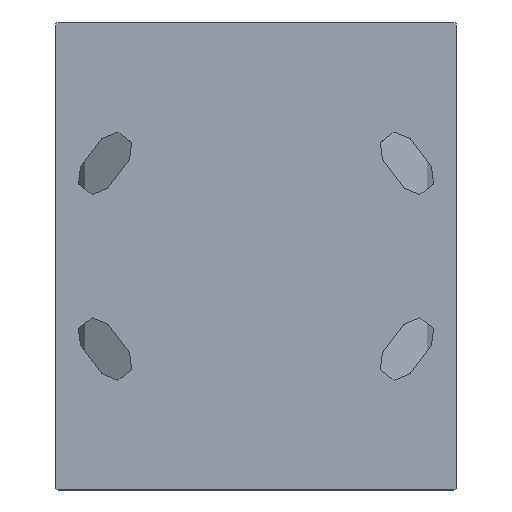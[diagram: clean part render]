
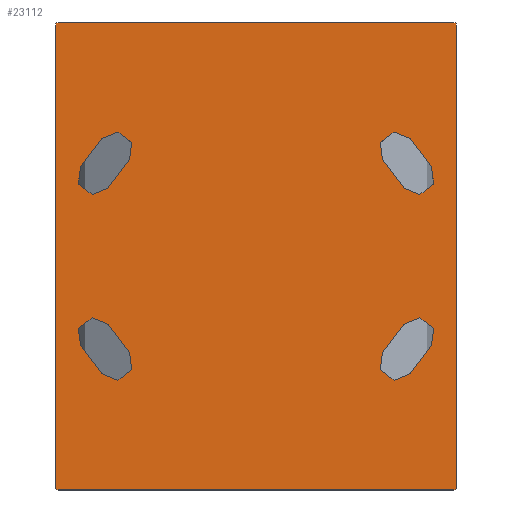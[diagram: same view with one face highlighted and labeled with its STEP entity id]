
A CAD part, top view. The second image highlights one B-rep face of the part: STEP entity #23112.
In plain terms, the highlighted planar face has unit normal (0, 0, 1).
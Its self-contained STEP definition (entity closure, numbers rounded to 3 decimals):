
#873=FACE_BOUND('',#3976,.T.);
#874=FACE_BOUND('',#3977,.T.);
#875=FACE_BOUND('',#3978,.T.);
#876=FACE_BOUND('',#3979,.T.);
#2013=PLANE('',#24764);
#2638=FACE_OUTER_BOUND('',#3975,.T.);
#3975=EDGE_LOOP('',(#15924,#15925,#15926,#15927,#15928,#15929,#15930,#15931));
#3976=EDGE_LOOP('',(#15932,#15933,#15934,#15935));
#3977=EDGE_LOOP('',(#15936,#15937,#15938,#15939));
#3978=EDGE_LOOP('',(#15940,#15941,#15942,#15943));
#3979=EDGE_LOOP('',(#15944,#15945,#15946,#15947));
#5508=LINE('',#32752,#7342);
#5509=LINE('',#32754,#7343);
#5511=LINE('',#32757,#7345);
#5513=LINE('',#32760,#7347);
#5515=LINE('',#32763,#7349);
#5517=LINE('',#32766,#7351);
#5518=LINE('',#32767,#7352);
#5519=LINE('',#32768,#7353);
#5520=LINE('',#32769,#7354);
#5521=LINE('',#32770,#7355);
#5522=LINE('',#32771,#7356);
#5523=LINE('',#32772,#7357);
#7342=VECTOR('',#26765,1000.);
#7343=VECTOR('',#26768,1000.);
#7345=VECTOR('',#26772,1000.);
#7347=VECTOR('',#26776,1000.);
#7349=VECTOR('',#26780,1000.);
#7351=VECTOR('',#26784,1000.);
#7352=VECTOR('',#26785,1000.);
#7353=VECTOR('',#26786,1000.);
#7354=VECTOR('',#26787,1000.);
#7355=VECTOR('',#26788,1000.);
#7356=VECTOR('',#26789,1000.);
#7357=VECTOR('',#26790,1000.);
#9083=CIRCLE('',#24659,1.);
#9085=CIRCLE('',#24662,1.);
#9087=CIRCLE('',#24665,6.5);
#9088=CIRCLE('',#24667,6.5);
#9091=CIRCLE('',#24671,6.5);
#9092=CIRCLE('',#24673,6.5);
#9103=CIRCLE('',#24689,1.);
#9105=CIRCLE('',#24692,1.);
#9107=CIRCLE('',#24695,6.5);
#9108=CIRCLE('',#24697,6.5);
#9111=CIRCLE('',#24701,6.5);
#9112=CIRCLE('',#24703,6.5);
#9812=VERTEX_POINT('',#31907);
#9813=VERTEX_POINT('',#31909);
#9816=VERTEX_POINT('',#31916);
#9817=VERTEX_POINT('',#31918);
#9820=VERTEX_POINT('',#31925);
#9821=VERTEX_POINT('',#31927);
#9822=VERTEX_POINT('',#31931);
#9823=VERTEX_POINT('',#31932);
#9828=VERTEX_POINT('',#31943);
#9829=VERTEX_POINT('',#31945);
#9830=VERTEX_POINT('',#31949);
#9831=VERTEX_POINT('',#31950);
#9848=VERTEX_POINT('',#31991);
#9849=VERTEX_POINT('',#31993);
#9852=VERTEX_POINT('',#32000);
#9853=VERTEX_POINT('',#32002);
#9856=VERTEX_POINT('',#32009);
#9857=VERTEX_POINT('',#32011);
#9858=VERTEX_POINT('',#32015);
#9859=VERTEX_POINT('',#32016);
#9864=VERTEX_POINT('',#32027);
#9865=VERTEX_POINT('',#32029);
#9866=VERTEX_POINT('',#32033);
#9867=VERTEX_POINT('',#32034);
#12139=EDGE_CURVE('',#9812,#9813,#9083,.T.);
#12143=EDGE_CURVE('',#9816,#9817,#9085,.T.);
#12147=EDGE_CURVE('',#9820,#9821,#9087,.T.);
#12149=EDGE_CURVE('',#9822,#9823,#9088,.T.);
#12155=EDGE_CURVE('',#9828,#9829,#9091,.T.);
#12157=EDGE_CURVE('',#9830,#9831,#9092,.T.);
#12177=EDGE_CURVE('',#9849,#9848,#9103,.T.);
#12181=EDGE_CURVE('',#9853,#9852,#9105,.T.);
#12185=EDGE_CURVE('',#9857,#9856,#9107,.T.);
#12187=EDGE_CURVE('',#9858,#9859,#9108,.T.);
#12193=EDGE_CURVE('',#9865,#9864,#9111,.T.);
#12195=EDGE_CURVE('',#9866,#9867,#9112,.T.);
#12299=EDGE_CURVE('',#9848,#9853,#5508,.T.);
#12300=EDGE_CURVE('',#9867,#9865,#5509,.T.);
#12302=EDGE_CURVE('',#9864,#9866,#5511,.T.);
#12304=EDGE_CURVE('',#9859,#9857,#5513,.T.);
#12306=EDGE_CURVE('',#9856,#9858,#5515,.T.);
#12308=EDGE_CURVE('',#9812,#9849,#5517,.T.);
#12309=EDGE_CURVE('',#9817,#9852,#5518,.T.);
#12310=EDGE_CURVE('',#9813,#9816,#5519,.T.);
#12311=EDGE_CURVE('',#9829,#9830,#5520,.T.);
#12312=EDGE_CURVE('',#9831,#9828,#5521,.T.);
#12313=EDGE_CURVE('',#9821,#9822,#5522,.T.);
#12314=EDGE_CURVE('',#9823,#9820,#5523,.T.);
#15924=ORIENTED_EDGE('',*,*,#12308,.T.);
#15925=ORIENTED_EDGE('',*,*,#12177,.T.);
#15926=ORIENTED_EDGE('',*,*,#12299,.T.);
#15927=ORIENTED_EDGE('',*,*,#12181,.T.);
#15928=ORIENTED_EDGE('',*,*,#12309,.F.);
#15929=ORIENTED_EDGE('',*,*,#12143,.F.);
#15930=ORIENTED_EDGE('',*,*,#12310,.F.);
#15931=ORIENTED_EDGE('',*,*,#12139,.F.);
#15932=ORIENTED_EDGE('',*,*,#12157,.F.);
#15933=ORIENTED_EDGE('',*,*,#12311,.F.);
#15934=ORIENTED_EDGE('',*,*,#12155,.F.);
#15935=ORIENTED_EDGE('',*,*,#12312,.F.);
#15936=ORIENTED_EDGE('',*,*,#12149,.F.);
#15937=ORIENTED_EDGE('',*,*,#12313,.F.);
#15938=ORIENTED_EDGE('',*,*,#12147,.F.);
#15939=ORIENTED_EDGE('',*,*,#12314,.F.);
#15940=ORIENTED_EDGE('',*,*,#12195,.T.);
#15941=ORIENTED_EDGE('',*,*,#12300,.T.);
#15942=ORIENTED_EDGE('',*,*,#12193,.T.);
#15943=ORIENTED_EDGE('',*,*,#12302,.T.);
#15944=ORIENTED_EDGE('',*,*,#12187,.T.);
#15945=ORIENTED_EDGE('',*,*,#12304,.T.);
#15946=ORIENTED_EDGE('',*,*,#12185,.T.);
#15947=ORIENTED_EDGE('',*,*,#12306,.T.);
#23112=ADVANCED_FACE('',(#2638,#873,#874,#875,#876),#2013,.T.);
#24659=AXIS2_PLACEMENT_3D('',#31910,#26470,#26471);
#24662=AXIS2_PLACEMENT_3D('',#31919,#26478,#26479);
#24665=AXIS2_PLACEMENT_3D('',#31928,#26486,#26487);
#24667=AXIS2_PLACEMENT_3D('',#31933,#26491,#26492);
#24671=AXIS2_PLACEMENT_3D('',#31946,#26502,#26503);
#24673=AXIS2_PLACEMENT_3D('',#31951,#26507,#26508);
#24689=AXIS2_PLACEMENT_3D('',#31994,#26548,#26549);
#24692=AXIS2_PLACEMENT_3D('',#32003,#26556,#26557);
#24695=AXIS2_PLACEMENT_3D('',#32012,#26564,#26565);
#24697=AXIS2_PLACEMENT_3D('',#32017,#26569,#26570);
#24701=AXIS2_PLACEMENT_3D('',#32030,#26580,#26581);
#24703=AXIS2_PLACEMENT_3D('',#32035,#26585,#26586);
#24764=AXIS2_PLACEMENT_3D('',#32765,#26782,#26783);
#26470=DIRECTION('center_axis',(0.,0.,-1.));
#26471=DIRECTION('ref_axis',(0.707,-0.707,0.));
#26478=DIRECTION('center_axis',(0.,0.,-1.));
#26479=DIRECTION('ref_axis',(-0.707,-0.707,0.));
#26486=DIRECTION('center_axis',(0.,0.,1.));
#26487=DIRECTION('ref_axis',(1.,0.,0.));
#26491=DIRECTION('center_axis',(0.,0.,1.));
#26492=DIRECTION('ref_axis',(1.,0.,0.));
#26502=DIRECTION('center_axis',(0.,0.,1.));
#26503=DIRECTION('ref_axis',(-1.,0.,0.));
#26507=DIRECTION('center_axis',(0.,0.,1.));
#26508=DIRECTION('ref_axis',(-1.,0.,0.));
#26548=DIRECTION('center_axis',(0.,0.,1.));
#26549=DIRECTION('ref_axis',(0.707,0.707,0.));
#26556=DIRECTION('center_axis',(0.,0.,1.));
#26557=DIRECTION('ref_axis',(-0.707,0.707,0.));
#26564=DIRECTION('center_axis',(0.,0.,-1.));
#26565=DIRECTION('ref_axis',(1.,0.,0.));
#26569=DIRECTION('center_axis',(0.,0.,-1.));
#26570=DIRECTION('ref_axis',(1.,0.,0.));
#26580=DIRECTION('center_axis',(0.,0.,-1.));
#26581=DIRECTION('ref_axis',(-1.,0.,0.));
#26585=DIRECTION('center_axis',(0.,0.,-1.));
#26586=DIRECTION('ref_axis',(-1.,0.,0.));
#26765=DIRECTION('',(-1.,0.,0.));
#26768=DIRECTION('',(-0.606,-0.795,0.));
#26772=DIRECTION('',(0.606,0.795,0.));
#26776=DIRECTION('',(0.606,-0.795,0.));
#26780=DIRECTION('',(-0.606,0.795,0.));
#26782=DIRECTION('center_axis',(0.,0.,1.));
#26783=DIRECTION('ref_axis',(1.,0.,0.));
#26784=DIRECTION('',(0.,1.,0.));
#26785=DIRECTION('',(0.,1.,0.));
#26786=DIRECTION('',(-1.,0.,0.));
#26787=DIRECTION('',(0.606,-0.795,0.));
#26788=DIRECTION('',(-0.606,0.795,0.));
#26789=DIRECTION('',(-0.606,-0.795,0.));
#26790=DIRECTION('',(0.606,0.795,0.));
#31907=CARTESIAN_POINT('',(75.,-86.5,6.));
#31909=CARTESIAN_POINT('',(74.,-87.5,6.));
#31910=CARTESIAN_POINT('Origin',(74.,-86.5,6.));
#31916=CARTESIAN_POINT('',(-74.,-87.5,6.));
#31918=CARTESIAN_POINT('',(-75.,-86.5,6.));
#31919=CARTESIAN_POINT('Origin',(-74.,-86.5,6.));
#31925=CARTESIAN_POINT('',(65.67,-33.439,6.));
#31927=CARTESIAN_POINT('',(55.33,-25.561,6.));
#31928=CARTESIAN_POINT('Origin',(60.5,-29.5,6.));
#31931=CARTESIAN_POINT('',(47.33,-36.061,6.));
#31932=CARTESIAN_POINT('',(57.67,-43.939,6.));
#31933=CARTESIAN_POINT('Origin',(52.5,-40.,6.));
#31943=CARTESIAN_POINT('',(-55.33,-25.561,6.));
#31945=CARTESIAN_POINT('',(-65.67,-33.439,6.));
#31946=CARTESIAN_POINT('Origin',(-60.5,-29.5,6.));
#31949=CARTESIAN_POINT('',(-57.67,-43.939,6.));
#31950=CARTESIAN_POINT('',(-47.33,-36.061,6.));
#31951=CARTESIAN_POINT('Origin',(-52.5,-40.,6.));
#31991=CARTESIAN_POINT('',(74.,87.5,6.));
#31993=CARTESIAN_POINT('',(75.,86.5,6.));
#31994=CARTESIAN_POINT('Origin',(74.,86.5,6.));
#32000=CARTESIAN_POINT('',(-75.,86.5,6.));
#32002=CARTESIAN_POINT('',(-74.,87.5,6.));
#32003=CARTESIAN_POINT('Origin',(-74.,86.5,6.));
#32009=CARTESIAN_POINT('',(55.33,25.561,6.));
#32011=CARTESIAN_POINT('',(65.67,33.439,6.));
#32012=CARTESIAN_POINT('Origin',(60.5,29.5,6.));
#32015=CARTESIAN_POINT('',(47.33,36.061,6.));
#32016=CARTESIAN_POINT('',(57.67,43.939,6.));
#32017=CARTESIAN_POINT('Origin',(52.5,40.,6.));
#32027=CARTESIAN_POINT('',(-65.67,33.439,6.));
#32029=CARTESIAN_POINT('',(-55.33,25.561,6.));
#32030=CARTESIAN_POINT('Origin',(-60.5,29.5,6.));
#32033=CARTESIAN_POINT('',(-57.67,43.939,6.));
#32034=CARTESIAN_POINT('',(-47.33,36.061,6.));
#32035=CARTESIAN_POINT('Origin',(-52.5,40.,6.));
#32752=CARTESIAN_POINT('',(75.,87.5,6.));
#32754=CARTESIAN_POINT('',(-47.33,36.061,6.));
#32757=CARTESIAN_POINT('',(-57.67,43.939,6.));
#32760=CARTESIAN_POINT('',(57.67,43.939,6.));
#32763=CARTESIAN_POINT('',(47.33,36.061,6.));
#32765=CARTESIAN_POINT('Origin',(0.,0.,6.));
#32766=CARTESIAN_POINT('',(75.,-87.5,6.));
#32767=CARTESIAN_POINT('',(-75.,-87.5,6.));
#32768=CARTESIAN_POINT('',(75.,-87.5,6.));
#32769=CARTESIAN_POINT('',(-57.67,-43.939,6.));
#32770=CARTESIAN_POINT('',(-47.33,-36.061,6.));
#32771=CARTESIAN_POINT('',(47.33,-36.061,6.));
#32772=CARTESIAN_POINT('',(57.67,-43.939,6.));
